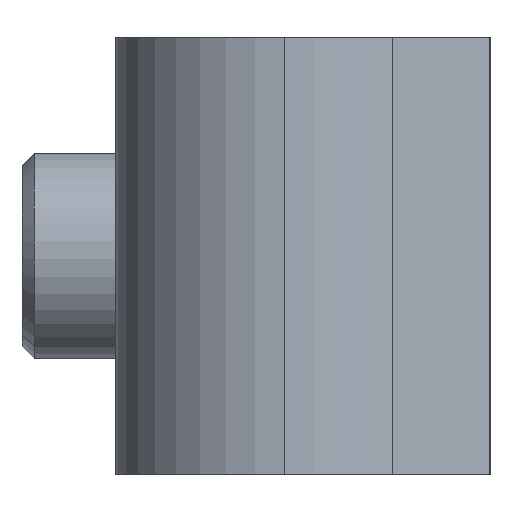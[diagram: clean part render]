
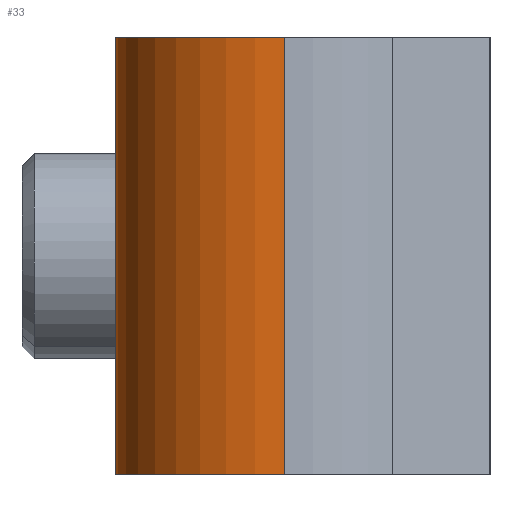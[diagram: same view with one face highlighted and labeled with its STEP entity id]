
A CAD part, left-side view. The second image highlights one B-rep face of the part: STEP entity #33.
In plain terms, the highlighted cylindrical face has radius 27 mm (diameter 54 mm), a partial arc.
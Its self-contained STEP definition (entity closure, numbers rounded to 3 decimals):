
#33 = ADVANCED_FACE ( 'NONE', ( #1016 ), #1013, .T. ) ;
#47 = CARTESIAN_POINT ( 'NONE',  ( -144.265, -11.976, 38.5 ) ) ;
#81 = CARTESIAN_POINT ( 'NONE',  ( -117.265, 15.024, 38.5 ) ) ;
#124 = DIRECTION ( 'NONE',  ( 0., 0., -1. ) ) ;
#150 = CARTESIAN_POINT ( 'NONE',  ( -117.265, 15.024, 38.5 ) ) ;
#228 = DIRECTION ( 'NONE',  ( -1., 0., 0. ) ) ;
#238 = DIRECTION ( 'NONE',  ( 0., 0., -1. ) ) ;
#239 = CARTESIAN_POINT ( 'NONE',  ( -117.265, -11.976, 38.5 ) ) ;
#326 = DIRECTION ( 'NONE',  ( 1., 0., 0. ) ) ;
#327 = DIRECTION ( 'NONE',  ( 0., 0., -1. ) ) ;
#336 = CARTESIAN_POINT ( 'NONE',  ( -117.265, -11.976, -31.5 ) ) ;
#341 = DIRECTION ( 'NONE',  ( 1., 0., 0. ) ) ;
#342 = DIRECTION ( 'NONE',  ( 0., 0., -1. ) ) ;
#345 = CARTESIAN_POINT ( 'NONE',  ( -117.265, -11.976, 38.5 ) ) ;
#373 = CARTESIAN_POINT ( 'NONE',  ( -144.265, -11.976, -31.5 ) ) ;
#418 = CARTESIAN_POINT ( 'NONE',  ( -117.265, 15.024, -31.5 ) ) ;
#445 = CARTESIAN_POINT ( 'NONE',  ( -144.265, -11.976, 38.5 ) ) ;
#457 = DIRECTION ( 'NONE',  ( 0., 0., -1. ) ) ;
#526 = VERTEX_POINT ( 'NONE', #47 ) ;
#557 = VERTEX_POINT ( 'NONE', #81 ) ;
#564 = VERTEX_POINT ( 'NONE', #418 ) ;
#567 = VERTEX_POINT ( 'NONE', #373 ) ;
#592 = AXIS2_PLACEMENT_3D ( 'NONE', #345, #342, #341 ) ;
#618 = AXIS2_PLACEMENT_3D ( 'NONE', #239, #238, #228 ) ;
#663 = EDGE_CURVE ( 'NONE', #557, #564, #994, .T. ) ;
#742 = AXIS2_PLACEMENT_3D ( 'NONE', #336, #327, #326 ) ;
#773 = EDGE_CURVE ( 'NONE', #526, #567, #919, .T. ) ;
#790 = EDGE_CURVE ( 'NONE', #526, #557, #872, .T. ) ;
#794 = EDGE_CURVE ( 'NONE', #567, #564, #864, .T. ) ;
#864 = CIRCLE ( 'NONE', #742, 27. ) ;
#872 = CIRCLE ( 'NONE', #592, 27. ) ;
#919 = LINE ( 'NONE', #445, #928 ) ;
#928 = VECTOR ( 'NONE', #457, 1000. ) ;
#991 = VECTOR ( 'NONE', #124, 1000. ) ;
#994 = LINE ( 'NONE', #150, #991 ) ;
#1013 = CYLINDRICAL_SURFACE ( 'NONE', #618, 27. ) ;
#1016 = FACE_OUTER_BOUND ( 'NONE', #1225, .T. ) ;
#1037 = ORIENTED_EDGE ( 'NONE', *, *, #773, .F. ) ;
#1040 = ORIENTED_EDGE ( 'NONE', *, *, #790, .T. ) ;
#1041 = ORIENTED_EDGE ( 'NONE', *, *, #663, .T. ) ;
#1042 = ORIENTED_EDGE ( 'NONE', *, *, #794, .F. ) ;
#1225 = EDGE_LOOP ( 'NONE', ( #1037, #1040, #1041, #1042 ) ) ;
